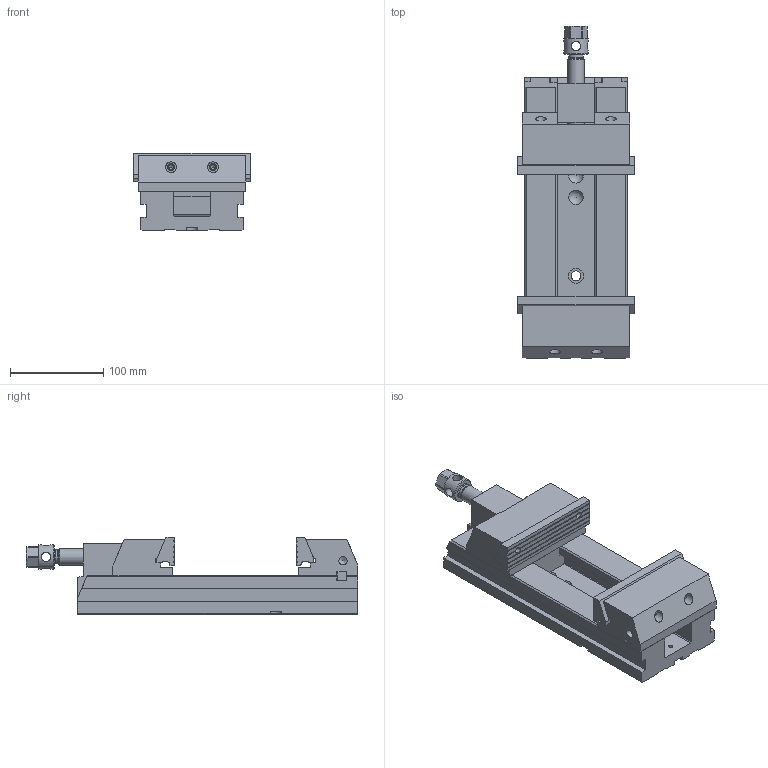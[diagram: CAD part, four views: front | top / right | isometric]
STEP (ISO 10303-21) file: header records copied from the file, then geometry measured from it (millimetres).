
FILE_DESCRIPTION(/* description */ (''),/* implementation_level */ '2;1');
FILE_NAME(/* name */ '30_125_Mordaza.stp',/* time_stamp */ '2013-07-18T12:25:28+02:00',/* author */ (''),/* organization */ (''),/* preprocessor_version */ 'ST-DEVELOPER v11',/* originating_system */ 'SIEMENS PLM Software NX 7.5',/* authorisation */ '');
FILE_SCHEMA (('AUTOMOTIVE_DESIGN { 1 0 10303 214 1 1 1 1 }'));
Length unit declared in the file: millimetre
Products named in the file (1): 30_125_Mordaza
Bounding box: 125 x 355.31 x 83 mm (x, y, z)
Volume: 1623357.4 mm3; surface area: 287469.4 mm2
Topology: 12 solids, 12 shells, 512 faces, 1431 edges, 949 vertices
Faces by surface type: plane 320, cylinder 147, cone 30, torus 8, sphere 6, bspline 1
Full cylindrical faces by diameter (mm): 4.351 x5, 5.188 x6, 6.5 x6, 6.985 x6, 7.5 x4, 8 x6, 8.782 x4, 10 x4, 10.5 x3, 11 x2, 11.5 x4, 12.376 x2, 14 x2, 14.5 x1, 15 x3, 16 x2, 16.188 x1, 17 x2, 17.732 x1, 18 x1, 22 x2, 26 x1
Entity records: 19223 total; most frequent: CARTESIAN_POINT 3364, DIRECTION 2543, ORIENTED_EDGE 2478, EDGE_CURVE 1239, VERTEX_POINT 880, AXIS2_PLACEMENT_3D 853, LINE 837, VECTOR 837
